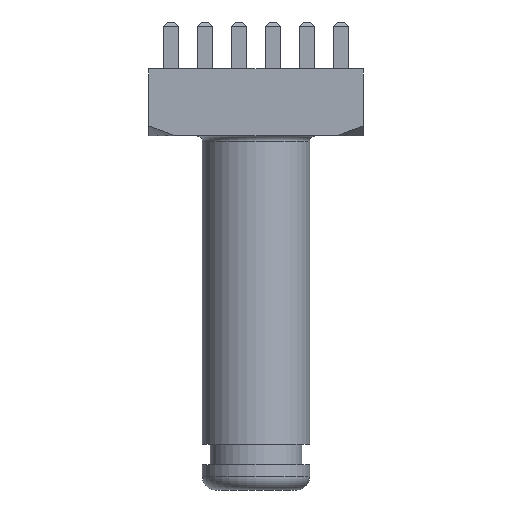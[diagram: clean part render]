
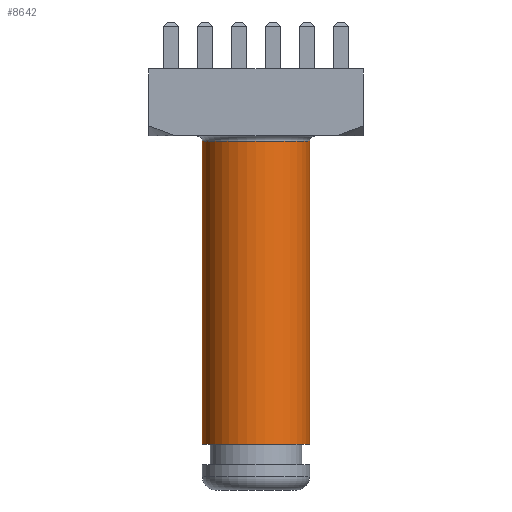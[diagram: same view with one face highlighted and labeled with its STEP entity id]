
A CAD part, front view. The second image highlights one B-rep face of the part: STEP entity #8642.
In plain terms, the highlighted cylindrical face has radius 4 mm (diameter 8 mm), a partial arc.
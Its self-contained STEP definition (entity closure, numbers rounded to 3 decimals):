
#165 = CARTESIAN_POINT ( 'NONE',  ( 0., 0., -23. ) ) ;
#293 = VECTOR ( 'NONE', #785, 1000. ) ;
#785 = DIRECTION ( 'NONE',  ( 0., 0., 1. ) ) ;
#1195 = ORIENTED_EDGE ( 'NONE', *, *, #2378, .F. ) ;
#1237 = EDGE_CURVE ( 'NONE', #4133, #5130, #7375, .T. ) ;
#1718 = DIRECTION ( 'NONE',  ( 0., 0., -1. ) ) ;
#2040 = AXIS2_PLACEMENT_3D ( 'NONE', #8799, #1718, #3323 ) ;
#2378 = EDGE_CURVE ( 'NONE', #4133, #6470, #7171, .T. ) ;
#2386 = EDGE_LOOP ( 'NONE', ( #1195, #6593, #7570, #9479 ) ) ;
#2456 = DIRECTION ( 'NONE',  ( 1., 0., 0. ) ) ;
#2633 = CARTESIAN_POINT ( 'NONE',  ( -4., 0., -26.4 ) ) ;
#3025 = VECTOR ( 'NONE', #9583, 1000. ) ;
#3323 = DIRECTION ( 'NONE',  ( -1., 0., 0. ) ) ;
#3376 = CARTESIAN_POINT ( 'NONE',  ( 4., 0., -23. ) ) ;
#3916 = DIRECTION ( 'NONE',  ( 1., 0., 0. ) ) ;
#4057 = EDGE_CURVE ( 'NONE', #6320, #6470, #5036, .T. ) ;
#4133 = VERTEX_POINT ( 'NONE', #4994 ) ;
#4562 = CYLINDRICAL_SURFACE ( 'NONE', #7181, 4. ) ;
#4994 = CARTESIAN_POINT ( 'NONE',  ( -4., 0., -23. ) ) ;
#5036 = CIRCLE ( 'NONE', #2040, 4. ) ;
#5130 = VERTEX_POINT ( 'NONE', #3376 ) ;
#5920 = FACE_OUTER_BOUND ( 'NONE', #2386, .T. ) ;
#6281 = CARTESIAN_POINT ( 'NONE',  ( 0., 0., -26.4 ) ) ;
#6320 = VERTEX_POINT ( 'NONE', #6873 ) ;
#6470 = VERTEX_POINT ( 'NONE', #9394 ) ;
#6593 = ORIENTED_EDGE ( 'NONE', *, *, #1237, .T. ) ;
#6873 = CARTESIAN_POINT ( 'NONE',  ( 4., 0., -0.4 ) ) ;
#7097 = CARTESIAN_POINT ( 'NONE',  ( 4., 0., -26.4 ) ) ;
#7171 = LINE ( 'NONE', #2633, #3025 ) ;
#7181 = AXIS2_PLACEMENT_3D ( 'NONE', #6281, #8575, #3916 ) ;
#7375 = CIRCLE ( 'NONE', #8038, 4. ) ;
#7570 = ORIENTED_EDGE ( 'NONE', *, *, #7821, .T. ) ;
#7821 = EDGE_CURVE ( 'NONE', #5130, #6320, #8813, .T. ) ;
#7932 = DIRECTION ( 'NONE',  ( 0., 0., 1. ) ) ;
#8038 = AXIS2_PLACEMENT_3D ( 'NONE', #165, #7932, #2456 ) ;
#8575 = DIRECTION ( 'NONE',  ( 0., 0., 1. ) ) ;
#8642 = ADVANCED_FACE ( 'NONE', ( #5920 ), #4562, .T. ) ;
#8799 = CARTESIAN_POINT ( 'NONE',  ( 0., 0., -0.4 ) ) ;
#8813 = LINE ( 'NONE', #7097, #293 ) ;
#9394 = CARTESIAN_POINT ( 'NONE',  ( -4., 0., -0.4 ) ) ;
#9479 = ORIENTED_EDGE ( 'NONE', *, *, #4057, .T. ) ;
#9583 = DIRECTION ( 'NONE',  ( 0., 0., 1. ) ) ;
